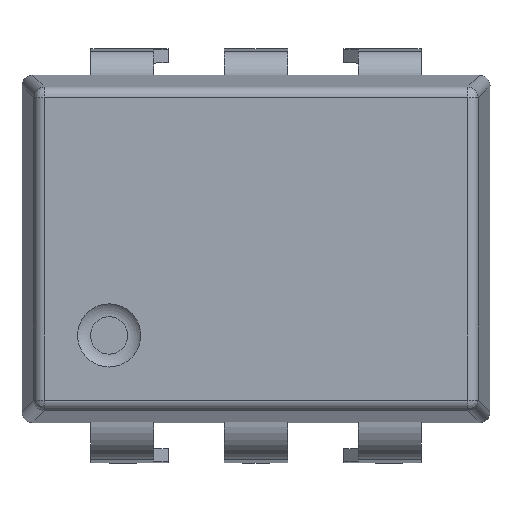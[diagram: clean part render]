
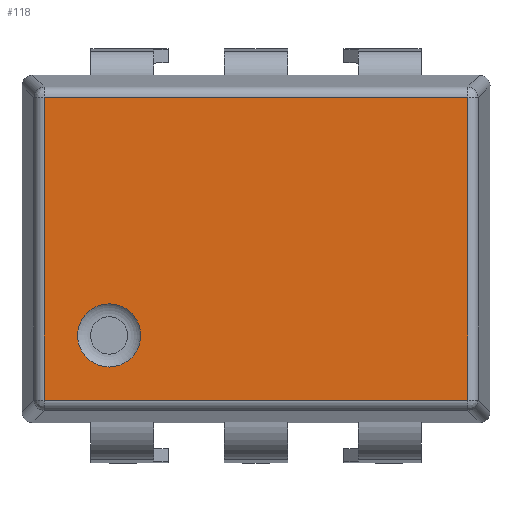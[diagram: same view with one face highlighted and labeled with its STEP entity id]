
A CAD part, top view. The second image highlights one B-rep face of the part: STEP entity #118.
In plain terms, the highlighted planar face has unit normal (0, 0, 1).
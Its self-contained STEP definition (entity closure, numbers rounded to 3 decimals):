
#118=ADVANCED_FACE('',(#1540,#1542),#1544,.T.);
#1540=FACE_BOUND('',#1541,.T.);
#1541=EDGE_LOOP('',(#2762,#2763,#2764,#2765));
#1542=FACE_BOUND('',#1543,.T.);
#1543=EDGE_LOOP('',(#2766));
#1544=PLANE('',#1545);
#1545=AXIS2_PLACEMENT_3D('',#1546,#1547,#1548);
#1546=CARTESIAN_POINT('',(0.,0.,5.08));
#1547=DIRECTION('',(0.,0.,1.));
#1548=DIRECTION('',(1.,0.,0.));
#2762=ORIENTED_EDGE('',*,*,#3530,.T.);
#2763=ORIENTED_EDGE('',*,*,#3531,.T.);
#2764=ORIENTED_EDGE('',*,*,#3532,.T.);
#2765=ORIENTED_EDGE('',*,*,#3533,.T.);
#2766=ORIENTED_EDGE('',*,*,#3534,.F.);
#3530=EDGE_CURVE('',#3914,#3915,#3916,.T.);
#3531=EDGE_CURVE('',#3915,#3917,#3918,.T.);
#3532=EDGE_CURVE('',#3917,#3919,#3920,.T.);
#3533=EDGE_CURVE('',#3919,#3914,#3921,.T.);
#3534=EDGE_CURVE('',#3922,#3922,#3923,.T.);
#3914=VERTEX_POINT('',#4540);
#3915=VERTEX_POINT('',#4541);
#3916=LINE('',#4542,#4543);
#3917=VERTEX_POINT('',#4545);
#3918=LINE('',#4546,#4547);
#3919=VERTEX_POINT('',#4549);
#3920=LINE('',#4550,#4551);
#3921=LINE('',#4553,#4554);
#3922=VERTEX_POINT('',#4556);
#3923=CIRCLE('',#4557,0.6);
#4540=CARTESIAN_POINT('',(4.019,2.874,5.08));
#4541=CARTESIAN_POINT('',(-4.019,2.874,5.08));
#4542=CARTESIAN_POINT('',(4.019,2.874,5.08));
#4543=VECTOR('',#4544,1.);
#4544=DIRECTION('',(-1.,0.,0.));
#4545=CARTESIAN_POINT('',(-4.019,-2.874,5.08));
#4546=CARTESIAN_POINT('',(-4.019,2.874,5.08));
#4547=VECTOR('',#4548,1.);
#4548=DIRECTION('',(0.,-1.,0.));
#4549=CARTESIAN_POINT('',(4.019,-2.874,5.08));
#4550=CARTESIAN_POINT('',(-4.019,-2.874,5.08));
#4551=VECTOR('',#4552,1.);
#4552=DIRECTION('',(1.,0.,0.));
#4553=CARTESIAN_POINT('',(4.019,-2.874,5.08));
#4554=VECTOR('',#4555,1.);
#4555=DIRECTION('',(0.,1.,0.));
#4556=CARTESIAN_POINT('',(-2.19,-1.645,5.08));
#4557=AXIS2_PLACEMENT_3D('',#4558,#4559,#4560);
#4558=CARTESIAN_POINT('',(-2.79,-1.645,5.08));
#4559=DIRECTION('',(0.,0.,1.));
#4560=DIRECTION('',(1.,0.,0.));
